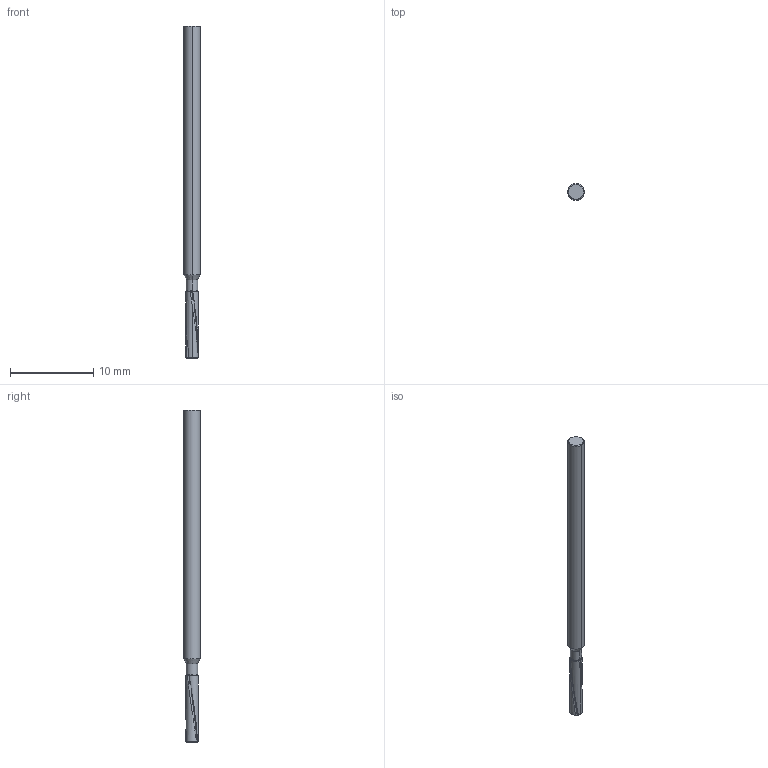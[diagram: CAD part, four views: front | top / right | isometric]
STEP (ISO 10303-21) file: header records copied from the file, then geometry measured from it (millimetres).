
FILE_DESCRIPTION(('no description'),'unknown implementation level');
FILE_NAME('solid8pRaovfTCtP49obI3YCkAG_dPl0_1.STP',' ',('CIMSOURCE GmbH'),('CADClick - KiM GmbH - www.kimweb.de'),'unknown preprocess','ACIS','unknown authorization');
FILE_SCHEMA(('automotive_design'));
Length unit declared in the file: millimetre
Products named in the file (2): 1; 2
Bounding box: 2 x 2 x 40 mm (x, y, z)
Volume: 111.2 mm3; surface area: 308.7 mm2
Topology: 2 solids, 2 shells, 71 faces, 192 edges, 124 vertices
Faces by surface type: cylinder 22, bspline 21, plane 17, cone 11
Entity records: 7426 total; most frequent: CARTESIAN_POINT 3606, STYLED_ITEM 389, PRESENTATION_STYLE_ASSIGNMENT 389, COLOUR_RGB 389, ORIENTED_EDGE 384, DIRECTION 278, EDGE_CURVE 192, CURVE_STYLE 192
